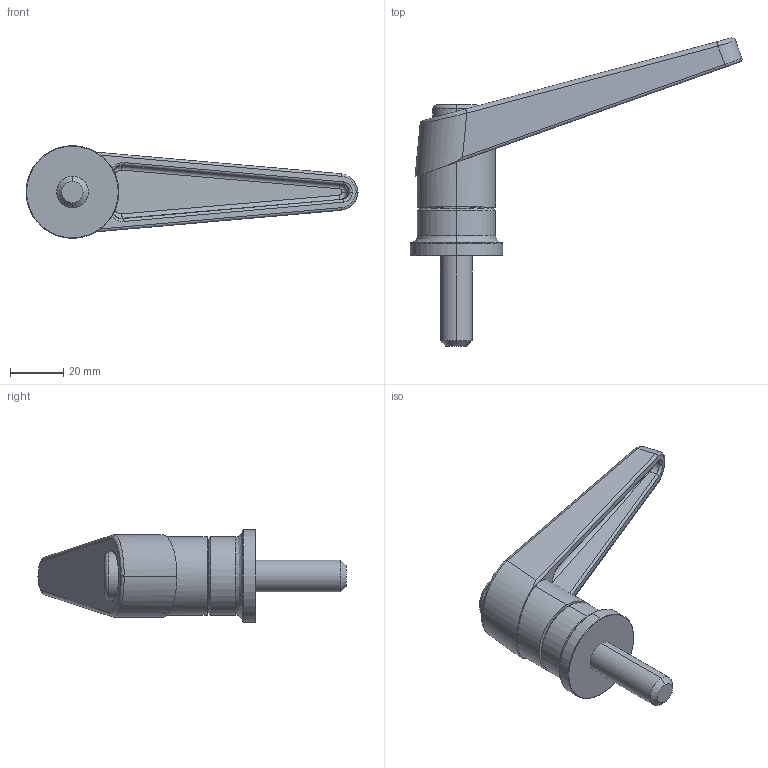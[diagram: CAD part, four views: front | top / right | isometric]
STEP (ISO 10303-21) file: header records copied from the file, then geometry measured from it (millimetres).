
FILE_DESCRIPTION(('STEP AP214'),'1');
FILE_NAME('HALDERN_EH_24420_1332.stp','2014-05-22T13:26:07',('TraceParts'),('TraceParts S.A.'),'XStep 1.0',' ',' ');
FILE_SCHEMA(('automotive_design'));
Length unit declared in the file: millimetre
Products named in the file (2): EH_24420_1332|EH_24420_1332-01;Imported1; EH_24420_1332|EH_24420_1332-02;Imported1
Bounding box: 125.2 x 116.16 x 35 mm (x, y, z)
Volume: 60588.1 mm3; surface area: 21102.6 mm2
Topology: 2 solids, 2 shells, 90 faces, 202 edges, 123 vertices
Faces by surface type: cylinder 35, plane 24, bspline 21, cone 8, torus 2
Entity records: 6070 total; most frequent: CARTESIAN_POINT 1859, STYLED_ITEM 417, PRESENTATION_STYLE_ASSIGNMENT 417, COLOUR_RGB 417, ORIENTED_EDGE 404, DIRECTION 337, EDGE_CURVE 202, CURVE_STYLE 202
